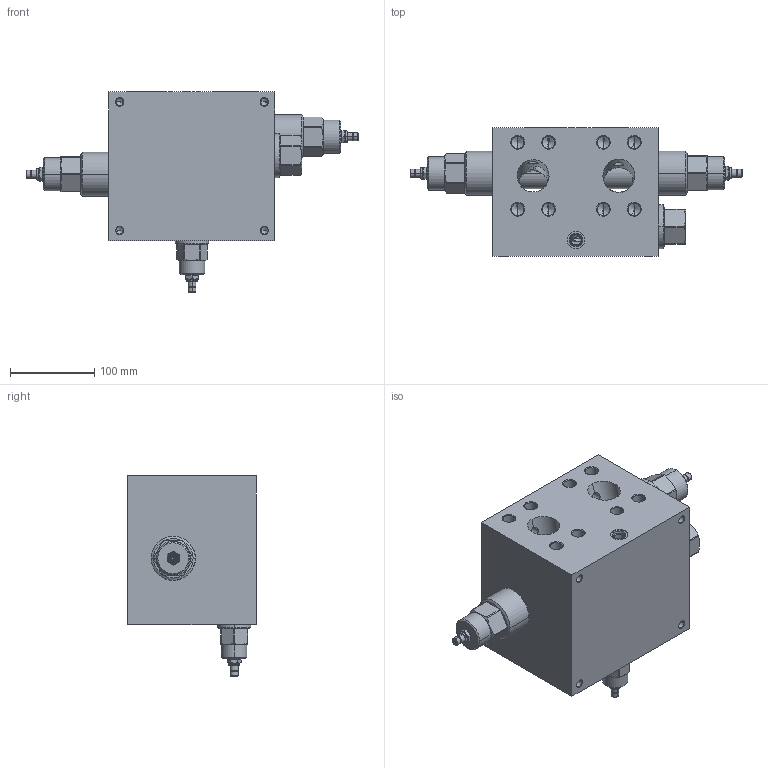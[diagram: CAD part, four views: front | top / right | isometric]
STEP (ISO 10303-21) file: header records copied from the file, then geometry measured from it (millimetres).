
FILE_DESCRIPTION((''),'2;1');
FILE_NAME('XRJBLANA6_ASM','2021-08-09T',('ProEService'),(''),'PRO/ENGINEER BY PARAMETRIC TECHNOLOGY CORPORATION, 2014200','PRO/ENGINEER BY PARAMETRIC TECHNOLOGY CORPORATION, 2014200','');
FILE_SCHEMA(('CONFIG_CONTROL_DESIGN'));
Length unit declared in the file: inch
Products named in the file (6): 152-338-001; RPICLNN; RDJALAN; A330-006-012; DSIHXHN; XRJBLANA6_ASM
Assembly tree (7 placements, depth 2):
  XRJBLANA6_ASM
    152-338-001
    RPICLNN
    RDJALAN  x2
    A330-006-012  x2
    DSIHXHN
Bounding box: 393.7 x 152.4 x 237.34 mm (x, y, z)
Volume: 4696432.7 mm3; surface area: 496138.1 mm2
Topology: 14 solids, 28 shells, 1651 faces, 4668 edges, 3265 vertices
Faces by surface type: cylinder 692, cone 380, plane 345, torus 196, revolution 34, sphere 4
Entity records: 52517 total; most frequent: CARTESIAN_POINT 15811, DIRECTION 7944, ORIENTED_EDGE 7022, EDGE_CURVE 3511, AXIS2_PLACEMENT_3D 3128, VERTEX_POINT 2170, CIRCLE 1744, VECTOR 1660
